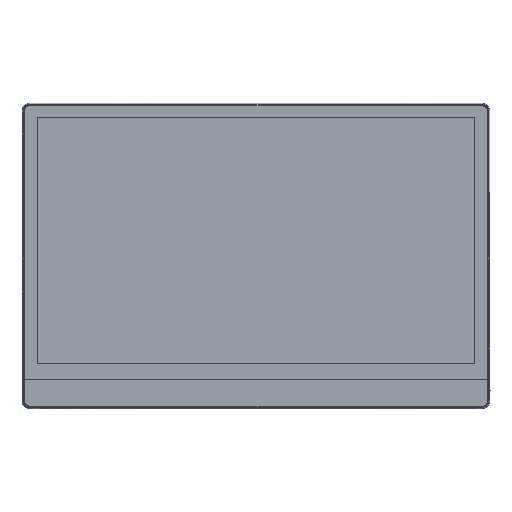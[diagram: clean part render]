
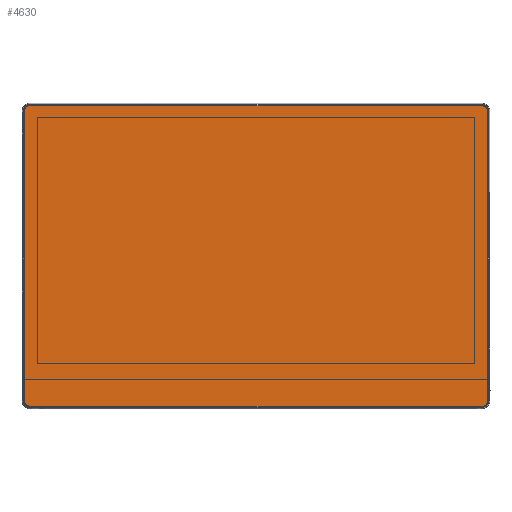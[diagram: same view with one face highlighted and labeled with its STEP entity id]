
A CAD part, top view. The second image highlights one B-rep face of the part: STEP entity #4630.
In plain terms, the highlighted planar face has unit normal (0, 0, 1).
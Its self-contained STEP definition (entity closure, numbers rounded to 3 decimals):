
#309=PLANE('',#4964);
#497=FACE_OUTER_BOUND('',#778,.T.);
#778=EDGE_LOOP('',(#3809,#3810,#3811,#3812,#3813,#3814,#3815,#3816));
#1396=LINE('',#12851,#1679);
#1401=LINE('',#12890,#1684);
#1405=LINE('',#12927,#1688);
#1409=LINE('',#12964,#1692);
#1679=VECTOR('',#5768,10.);
#1684=VECTOR('',#5775,10.);
#1688=VECTOR('',#5781,10.);
#1692=VECTOR('',#5787,10.);
#1938=B_SPLINE_CURVE_WITH_KNOTS('',3,(#12872,#12873,#12874,#12875,#12876,
#12877,#12878),.UNSPECIFIED.,.F.,.F.,(4,3,4),(-0.752,0.258,
0.752),.UNSPECIFIED.);
#1940=B_SPLINE_CURVE_WITH_KNOTS('',3,(#12909,#12910,#12911,#12912,#12913,
#12914,#12915),.UNSPECIFIED.,.F.,.F.,(4,3,4),(-0.752,0.258,
0.752),.UNSPECIFIED.);
#1942=B_SPLINE_CURVE_WITH_KNOTS('',3,(#12946,#12947,#12948,#12949,#12950,
#12951,#12952),.UNSPECIFIED.,.F.,.F.,(4,3,4),(-0.752,0.258,
0.752),.UNSPECIFIED.);
#1944=B_SPLINE_CURVE_WITH_KNOTS('',3,(#12982,#12983,#12984,#12985,#12986,
#12987,#12988),.UNSPECIFIED.,.F.,.F.,(4,3,4),(-0.752,0.258,
0.752),.UNSPECIFIED.);
#2191=VERTEX_POINT('',#12849);
#2192=VERTEX_POINT('',#12850);
#2195=VERTEX_POINT('',#12871);
#2197=VERTEX_POINT('',#12889);
#2199=VERTEX_POINT('',#12908);
#2201=VERTEX_POINT('',#12926);
#2203=VERTEX_POINT('',#12945);
#2205=VERTEX_POINT('',#12963);
#2752=EDGE_CURVE('',#2191,#2192,#1396,.T.);
#2756=EDGE_CURVE('',#2192,#2195,#1938,.T.);
#2759=EDGE_CURVE('',#2195,#2197,#1401,.T.);
#2762=EDGE_CURVE('',#2197,#2199,#1940,.T.);
#2765=EDGE_CURVE('',#2199,#2201,#1405,.T.);
#2768=EDGE_CURVE('',#2201,#2203,#1942,.T.);
#2771=EDGE_CURVE('',#2203,#2205,#1409,.T.);
#2774=EDGE_CURVE('',#2205,#2191,#1944,.T.);
#3809=ORIENTED_EDGE('',*,*,#2774,.T.);
#3810=ORIENTED_EDGE('',*,*,#2752,.T.);
#3811=ORIENTED_EDGE('',*,*,#2756,.T.);
#3812=ORIENTED_EDGE('',*,*,#2759,.T.);
#3813=ORIENTED_EDGE('',*,*,#2762,.T.);
#3814=ORIENTED_EDGE('',*,*,#2765,.T.);
#3815=ORIENTED_EDGE('',*,*,#2768,.T.);
#3816=ORIENTED_EDGE('',*,*,#2771,.T.);
#4630=ADVANCED_FACE('',(#497),#309,.T.);
#4964=AXIS2_PLACEMENT_3D('',#12996,#5790,#5791);
#5768=DIRECTION('',(0.,1.,0.));
#5775=DIRECTION('',(-1.,0.,0.));
#5781=DIRECTION('',(0.,-1.,0.));
#5787=DIRECTION('',(1.,0.,0.));
#5790=DIRECTION('center_axis',(0.,0.,1.));
#5791=DIRECTION('ref_axis',(-1.,0.,0.));
#12849=CARTESIAN_POINT('',(313.,6.182,10.));
#12850=CARTESIAN_POINT('',(313.,199.818,10.));
#12851=CARTESIAN_POINT('',(313.,6.182,10.));
#12871=CARTESIAN_POINT('',(308.818,204.,10.));
#12872=CARTESIAN_POINT('Ctrl Pts',(313.,199.818,10.));
#12873=CARTESIAN_POINT('Ctrl Pts',(313.,201.369,10.));
#12874=CARTESIAN_POINT('Ctrl Pts',(312.188,202.755,10.));
#12875=CARTESIAN_POINT('Ctrl Pts',(310.921,203.464,10.));
#12876=CARTESIAN_POINT('Ctrl Pts',(310.302,203.81,10.));
#12877=CARTESIAN_POINT('Ctrl Pts',(309.576,204.,10.));
#12878=CARTESIAN_POINT('Ctrl Pts',(308.818,204.,10.));
#12889=CARTESIAN_POINT('',(6.182,204.,10.));
#12890=CARTESIAN_POINT('',(308.818,204.,10.));
#12908=CARTESIAN_POINT('',(2.,199.818,10.));
#12909=CARTESIAN_POINT('Ctrl Pts',(6.182,204.,10.));
#12910=CARTESIAN_POINT('Ctrl Pts',(4.631,204.,10.));
#12911=CARTESIAN_POINT('Ctrl Pts',(3.245,203.188,10.));
#12912=CARTESIAN_POINT('Ctrl Pts',(2.536,201.921,10.));
#12913=CARTESIAN_POINT('Ctrl Pts',(2.19,201.302,10.));
#12914=CARTESIAN_POINT('Ctrl Pts',(2.,200.576,10.));
#12915=CARTESIAN_POINT('Ctrl Pts',(2.,199.818,10.));
#12926=CARTESIAN_POINT('',(2.,6.182,10.));
#12927=CARTESIAN_POINT('',(2.,199.818,10.));
#12945=CARTESIAN_POINT('',(6.182,2.,10.));
#12946=CARTESIAN_POINT('Ctrl Pts',(2.,6.182,10.));
#12947=CARTESIAN_POINT('Ctrl Pts',(2.,4.631,10.));
#12948=CARTESIAN_POINT('Ctrl Pts',(2.812,3.245,10.));
#12949=CARTESIAN_POINT('Ctrl Pts',(4.079,2.536,10.));
#12950=CARTESIAN_POINT('Ctrl Pts',(4.698,2.19,10.));
#12951=CARTESIAN_POINT('Ctrl Pts',(5.424,2.,10.));
#12952=CARTESIAN_POINT('Ctrl Pts',(6.182,2.,10.));
#12963=CARTESIAN_POINT('',(308.818,2.,10.));
#12964=CARTESIAN_POINT('',(6.182,2.,10.));
#12982=CARTESIAN_POINT('Ctrl Pts',(308.818,2.,10.));
#12983=CARTESIAN_POINT('Ctrl Pts',(310.369,2.,10.));
#12984=CARTESIAN_POINT('Ctrl Pts',(311.755,2.812,10.));
#12985=CARTESIAN_POINT('Ctrl Pts',(312.464,4.079,10.));
#12986=CARTESIAN_POINT('Ctrl Pts',(312.81,4.698,10.));
#12987=CARTESIAN_POINT('Ctrl Pts',(313.,5.424,10.));
#12988=CARTESIAN_POINT('Ctrl Pts',(313.,6.182,10.));
#12996=CARTESIAN_POINT('Origin',(157.5,103.,10.));
